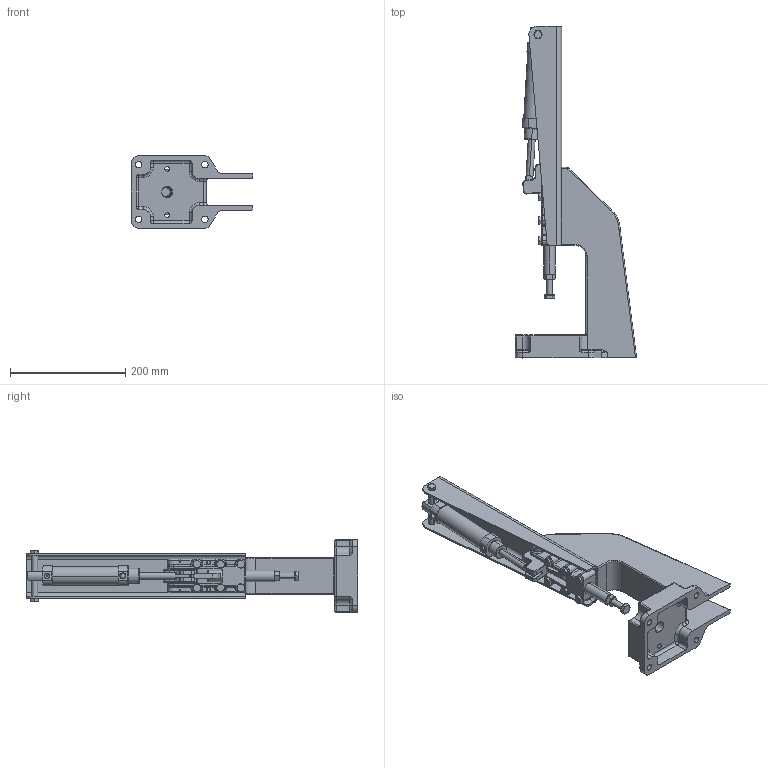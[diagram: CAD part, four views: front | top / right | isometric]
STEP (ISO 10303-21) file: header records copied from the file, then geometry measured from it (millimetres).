
FILE_DESCRIPTION (( 'STEP AP214' ), '1' );
FILE_NAME ('GH-31200PR-A(簡化).STEP', '2020-07-27T00:32:14', ( 'LinWei' ), ( '' ), 'SwSTEP 2.0', 'SolidWorks 2016', '' );
FILE_SCHEMA (( 'AUTOMOTIVE_DESIGN' ));
Length unit declared in the file: millimetre
Products named in the file (10): Group3^GH-31200HL-A(簡化); Group1^GH-31200HL-A(簡化); GH-31200MB; GH-31200PR-A(簡化); GH-31200HL-A(簡化); 4303005-1^GH-31200HL-A(簡化); SDA serial cylinder A_SDA 32×75-1^GH-31200HL-A(簡化); Group7^GH-31200HL-A(簡化); Group6^GH-31200HL-A(簡化); Group4^GH-31200HL-A(簡化)
Assembly tree (9 placements, depth 3):
  GH-31200PR-A(簡化)
    GH-31200MB
    GH-31200HL-A(簡化)
      Group1^GH-31200HL-A(簡化)
      Group3^GH-31200HL-A(簡化)
      Group4^GH-31200HL-A(簡化)
      Group6^GH-31200HL-A(簡化)
      Group7^GH-31200HL-A(簡化)
      SDA serial cylinder A_SDA 32×75-1^GH-31200HL-A(簡化)
      4303005-1^GH-31200HL-A(簡化)
Bounding box: 210 x 575 x 126 mm (x, y, z)
Volume: 1326425.7 mm3; surface area: 409126.8 mm2
Topology: 8 solids, 8 shells, 1083 faces, 2579 edges, 1486 vertices
Faces by surface type: cylinder 353, plane 341, cone 209, torus 89, bspline 71, sphere 20
Entity records: 51574 total; most frequent: CARTESIAN_POINT 20552, DIRECTION 5047, ORIENTED_EDGE 5034, EDGE_CURVE 2517, AXIS2_PLACEMENT_3D 2028, VERTEX_POINT 1486, EDGE_LOOP 1159, FACE_OUTER_BOUND 1083
